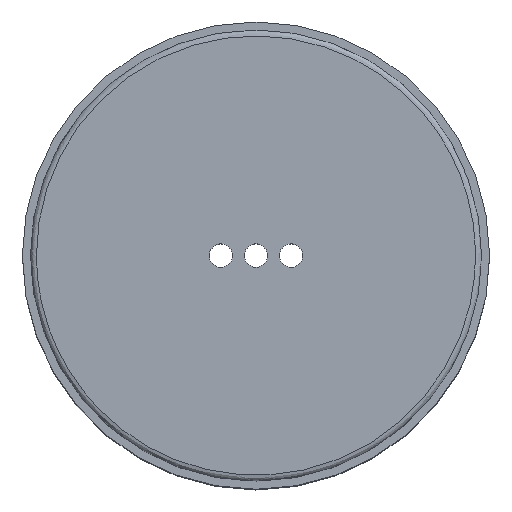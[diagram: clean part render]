
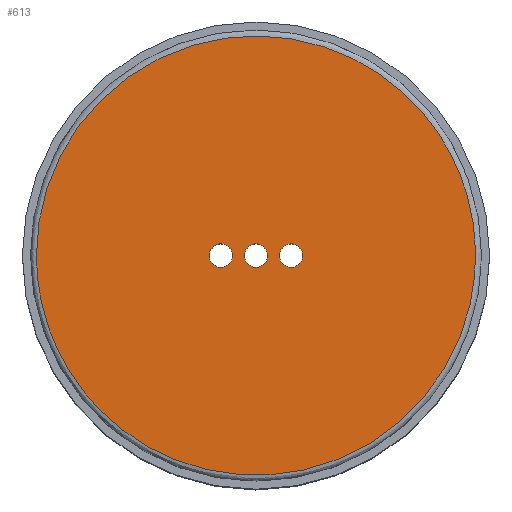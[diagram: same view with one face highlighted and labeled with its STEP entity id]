
A CAD part, top view. The second image highlights one B-rep face of the part: STEP entity #613.
In plain terms, the highlighted planar face has unit normal (0, 0, 1).
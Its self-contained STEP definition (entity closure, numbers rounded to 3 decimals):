
#7 = DIRECTION ( 'NONE',  ( 0., 0., -1. ) ) ;
#23 = DIRECTION ( 'NONE',  ( 1., 0., 0. ) ) ;
#25 = EDGE_CURVE ( 'NONE', #348, #348, #268, .T. ) ;
#73 = CIRCLE ( 'NONE', #428, 1. ) ;
#76 = CARTESIAN_POINT ( 'NONE',  ( 18.798, 0., 18. ) ) ;
#107 = FACE_OUTER_BOUND ( 'NONE', #658, .T. ) ;
#111 = EDGE_CURVE ( 'NONE', #191, #191, #73, .T. ) ;
#113 = AXIS2_PLACEMENT_3D ( 'NONE', #749, #369, #23 ) ;
#133 =( BOUNDED_CURVE ( )  B_SPLINE_CURVE ( 3, ( #76, #699, #700, #135, #202, #754, #645 ),
 .UNSPECIFIED., .T., .T. ) 
 B_SPLINE_CURVE_WITH_KNOTS ( ( 4, 3, 4 ),
 ( 0., 0.5, 1. ),
 .UNSPECIFIED. ) 
 CURVE ( )  GEOMETRIC_REPRESENTATION_ITEM ( )  RATIONAL_B_SPLINE_CURVE ( ( 1., 0.333, 0.333, 1., 0.333, 0.333, 1. ) ) 
 REPRESENTATION_ITEM ( '' )  );
#135 = CARTESIAN_POINT ( 'NONE',  ( -18.798, 0., 18. ) ) ;
#147 = AXIS2_PLACEMENT_3D ( 'NONE', #511, #566, #570 ) ;
#156 = EDGE_LOOP ( 'NONE', ( #763 ) ) ;
#189 = CARTESIAN_POINT ( 'NONE',  ( -1., 0., 18. ) ) ;
#191 = VERTEX_POINT ( 'NONE', #298 ) ;
#202 = CARTESIAN_POINT ( 'NONE',  ( -18.798, 37.597, 18. ) ) ;
#241 = VERTEX_POINT ( 'NONE', #313 ) ;
#268 = CIRCLE ( 'NONE', #540, 1. ) ;
#278 = EDGE_LOOP ( 'NONE', ( #591 ) ) ;
#282 = EDGE_LOOP ( 'NONE', ( #340 ) ) ;
#298 = CARTESIAN_POINT ( 'NONE',  ( 2., 0., 18. ) ) ;
#313 = CARTESIAN_POINT ( 'NONE',  ( -4., 0., 18. ) ) ;
#319 = EDGE_CURVE ( 'NONE', #790, #790, #133, .T. ) ;
#335 = EDGE_CURVE ( 'NONE', #241, #241, #678, .T. ) ;
#340 = ORIENTED_EDGE ( 'NONE', *, *, #25, .T. ) ;
#345 = DIRECTION ( 'NONE',  ( 0., 0., -1. ) ) ;
#348 = VERTEX_POINT ( 'NONE', #189 ) ;
#365 = CARTESIAN_POINT ( 'NONE',  ( 3., 0., 18. ) ) ;
#369 = DIRECTION ( 'NONE',  ( 0., 0., 1. ) ) ;
#426 = DIRECTION ( 'NONE',  ( -1., 0., 0. ) ) ;
#428 = AXIS2_PLACEMENT_3D ( 'NONE', #365, #7, #426 ) ;
#434 = PLANE ( 'NONE',  #113 ) ;
#471 = CARTESIAN_POINT ( 'NONE',  ( 0., 0., 18. ) ) ;
#511 = CARTESIAN_POINT ( 'NONE',  ( -3., 0., 18. ) ) ;
#537 = DIRECTION ( 'NONE',  ( -1., 0., 0. ) ) ;
#540 = AXIS2_PLACEMENT_3D ( 'NONE', #471, #345, #537 ) ;
#566 = DIRECTION ( 'NONE',  ( 0., 0., -1. ) ) ;
#570 = DIRECTION ( 'NONE',  ( -1., 0., 0. ) ) ;
#587 = FACE_BOUND ( 'NONE', #278, .T. ) ;
#591 = ORIENTED_EDGE ( 'NONE', *, *, #335, .T. ) ;
#593 = ORIENTED_EDGE ( 'NONE', *, *, #319, .F. ) ;
#613 = ADVANCED_FACE ( 'NONE', ( #107, #748, #587, #783 ), #434, .T. ) ;
#645 = CARTESIAN_POINT ( 'NONE',  ( 18.798, 0., 18. ) ) ;
#658 = EDGE_LOOP ( 'NONE', ( #593 ) ) ;
#678 = CIRCLE ( 'NONE', #147, 1. ) ;
#686 = CARTESIAN_POINT ( 'NONE',  ( 18.798, 0., 18. ) ) ;
#699 = CARTESIAN_POINT ( 'NONE',  ( 18.798, -37.597, 18. ) ) ;
#700 = CARTESIAN_POINT ( 'NONE',  ( -18.798, -37.597, 18. ) ) ;
#748 = FACE_BOUND ( 'NONE', #282, .T. ) ;
#749 = CARTESIAN_POINT ( 'NONE',  ( -19.298, 0., 18. ) ) ;
#754 = CARTESIAN_POINT ( 'NONE',  ( 18.798, 37.597, 18. ) ) ;
#763 = ORIENTED_EDGE ( 'NONE', *, *, #111, .T. ) ;
#783 = FACE_BOUND ( 'NONE', #156, .T. ) ;
#790 = VERTEX_POINT ( 'NONE', #686 ) ;
